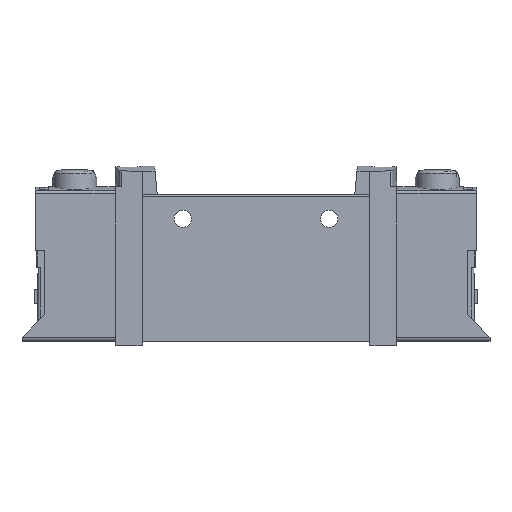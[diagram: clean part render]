
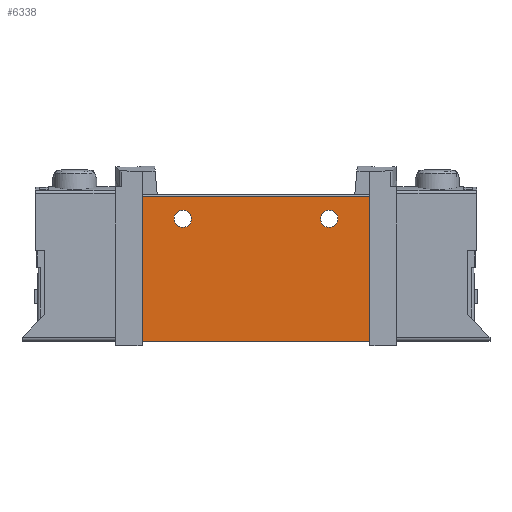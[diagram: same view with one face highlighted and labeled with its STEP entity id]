
A CAD part, top view. The second image highlights one B-rep face of the part: STEP entity #6338.
In plain terms, the highlighted planar face has unit normal (0, 0, 1).
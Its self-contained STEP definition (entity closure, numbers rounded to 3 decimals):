
#100=PLANE('',#6856);
#581=LINE('',#9975,#1237);
#651=LINE('',#10145,#1307);
#654=LINE('',#10153,#1310);
#657=LINE('',#10161,#1313);
#1237=VECTOR('',#7815,1000.);
#1307=VECTOR('',#7955,1000.);
#1310=VECTOR('',#7962,1000.);
#1313=VECTOR('',#7971,1000.);
#2257=ORIENTED_EDGE('',*,*,#3997,.F.);
#2258=ORIENTED_EDGE('',*,*,#3998,.F.);
#2259=ORIENTED_EDGE('',*,*,#3900,.T.);
#2260=ORIENTED_EDGE('',*,*,#3999,.F.);
#2261=ORIENTED_EDGE('',*,*,#3990,.F.);
#2262=ORIENTED_EDGE('',*,*,#3994,.T.);
#3900=EDGE_CURVE('',#4782,#4781,#581,.T.);
#3990=EDGE_CURVE('',#4846,#4847,#651,.T.);
#3994=EDGE_CURVE('',#4846,#4782,#654,.T.);
#3997=EDGE_CURVE('',#4850,#4850,#5213,.F.);
#3998=EDGE_CURVE('',#4851,#4851,#5214,.F.);
#3999=EDGE_CURVE('',#4847,#4781,#657,.T.);
#4781=VERTEX_POINT('',#9974);
#4782=VERTEX_POINT('',#9976);
#4846=VERTEX_POINT('',#10144);
#4847=VERTEX_POINT('',#10146);
#4850=VERTEX_POINT('',#10158);
#4851=VERTEX_POINT('',#10160);
#5213=CIRCLE('',#6857,1.6);
#5214=CIRCLE('',#6858,1.6);
#5408=EDGE_LOOP('',(#2257));
#5409=EDGE_LOOP('',(#2258));
#5410=EDGE_LOOP('',(#2259,#2260,#2261,#2262));
#5846=FACE_BOUND('',#5408,.T.);
#5847=FACE_BOUND('',#5409,.T.);
#5848=FACE_BOUND('',#5410,.T.);
#6338=ADVANCED_FACE('',(#5846,#5847,#5848),#100,.F.);
#6856=AXIS2_PLACEMENT_3D('',#10156,#7965,#7966);
#6857=AXIS2_PLACEMENT_3D('',#10157,#7967,#7968);
#6858=AXIS2_PLACEMENT_3D('',#10159,#7969,#7970);
#7815=DIRECTION('',(0.,-1.,0.));
#7955=DIRECTION('',(0.,-1.,0.));
#7962=DIRECTION('',(-1.,0.,0.));
#7965=DIRECTION('',(0.,0.,-1.));
#7966=DIRECTION('',(-1.,0.,0.));
#7967=DIRECTION('',(0.,0.,-1.));
#7968=DIRECTION('',(-1.,0.,0.));
#7969=DIRECTION('',(0.,0.,-1.));
#7970=DIRECTION('',(-1.,0.,0.));
#7971=DIRECTION('',(-1.,0.,0.));
#9974=CARTESIAN_POINT('',(-21.,0.,5.1));
#9975=CARTESIAN_POINT('',(-21.,26.7,5.1));
#9976=CARTESIAN_POINT('',(-21.,26.7,5.1));
#10144=CARTESIAN_POINT('',(21.,26.7,5.1));
#10145=CARTESIAN_POINT('',(21.,26.7,5.1));
#10146=CARTESIAN_POINT('',(21.,0.,5.1));
#10153=CARTESIAN_POINT('',(21.,26.7,5.1));
#10156=CARTESIAN_POINT('',(21.,26.7,5.1));
#10157=CARTESIAN_POINT('',(-13.5,22.6,5.1));
#10158=CARTESIAN_POINT('',(-15.1,22.6,5.1));
#10159=CARTESIAN_POINT('',(13.5,22.6,5.1));
#10160=CARTESIAN_POINT('',(11.9,22.6,5.1));
#10161=CARTESIAN_POINT('',(21.,0.,5.1));
